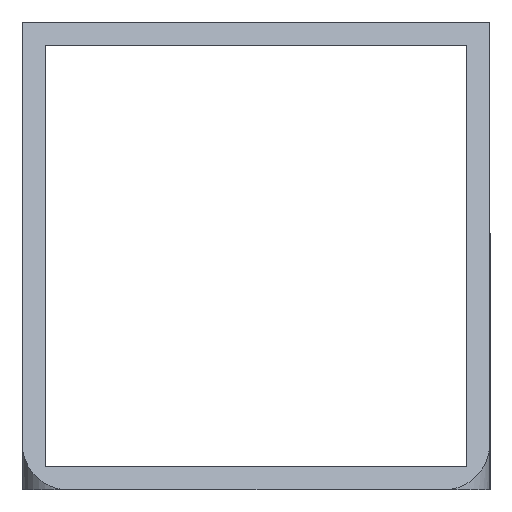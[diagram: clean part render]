
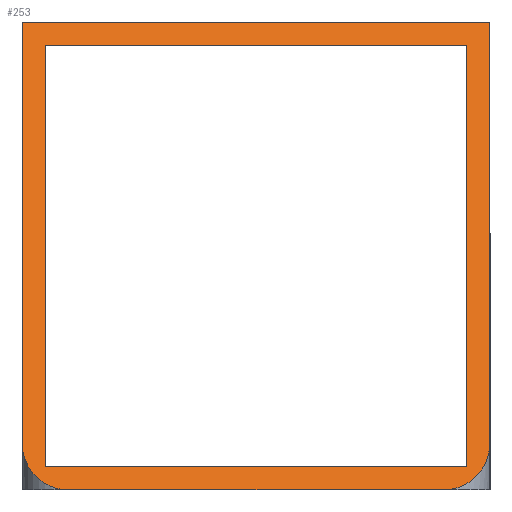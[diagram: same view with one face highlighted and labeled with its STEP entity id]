
A CAD part, left-side view. The second image highlights one B-rep face of the part: STEP entity #253.
In plain terms, the highlighted planar face has unit normal (-0.707, 0, 0.707).
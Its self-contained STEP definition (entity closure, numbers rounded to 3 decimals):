
#22 = VERTEX_POINT('',#23);
#23 = CARTESIAN_POINT('',(40.,40.,40.));
#31 = EDGE_CURVE('',#22,#32,#34,.T.);
#32 = VERTEX_POINT('',#33);
#33 = CARTESIAN_POINT('',(40.,0.,40.));
#34 = LINE('',#35,#36);
#35 = CARTESIAN_POINT('',(40.,40.,40.));
#36 = VECTOR('',#37,1.);
#37 = DIRECTION('',(0.,-1.,0.));
#83 = VERTEX_POINT('',#84);
#84 = CARTESIAN_POINT('',(4.,40.,4.));
#90 = EDGE_CURVE('',#83,#22,#91,.T.);
#91 = LINE('',#92,#93);
#92 = CARTESIAN_POINT('',(0.,40.,0.));
#93 = VECTOR('',#94,1.);
#94 = DIRECTION('',(0.707,0.,0.707));
#217 = VERTEX_POINT('',#218);
#218 = CARTESIAN_POINT('',(4.,0.,4.));
#224 = EDGE_CURVE('',#32,#217,#225,.T.);
#225 = LINE('',#226,#227);
#226 = CARTESIAN_POINT('',(40.,0.,40.));
#227 = VECTOR('',#228,1.);
#228 = DIRECTION('',(-0.707,0.,-0.707));
#253 = ADVANCED_FACE('',(#254,#283),#317,.F.);
#254 = FACE_BOUND('',#255,.F.);
#255 = EDGE_LOOP('',(#256,#265,#273,#280,#281,#282));
#256 = ORIENTED_EDGE('',*,*,#257,.T.);
#257 = EDGE_CURVE('',#217,#258,#260,.T.);
#258 = VERTEX_POINT('',#259);
#259 = CARTESIAN_POINT('',(0.,4.,0.));
#260 = ELLIPSE('',#261,5.657,4.);
#261 = AXIS2_PLACEMENT_3D('',#262,#263,#264);
#262 = CARTESIAN_POINT('',(4.,4.,4.));
#263 = DIRECTION('',(0.707,0.,-0.707));
#264 = DIRECTION('',(0.707,0.,0.707));
#265 = ORIENTED_EDGE('',*,*,#266,.T.);
#266 = EDGE_CURVE('',#258,#267,#269,.T.);
#267 = VERTEX_POINT('',#268);
#268 = CARTESIAN_POINT('',(0.,36.,0.));
#269 = LINE('',#270,#271);
#270 = CARTESIAN_POINT('',(0.,0.,0.));
#271 = VECTOR('',#272,1.);
#272 = DIRECTION('',(-0.,1.,0.));
#273 = ORIENTED_EDGE('',*,*,#274,.T.);
#274 = EDGE_CURVE('',#267,#83,#275,.T.);
#275 = ELLIPSE('',#276,5.657,4.);
#276 = AXIS2_PLACEMENT_3D('',#277,#278,#279);
#277 = CARTESIAN_POINT('',(4.,36.,4.));
#278 = DIRECTION('',(0.707,0.,-0.707));
#279 = DIRECTION('',(0.707,0.,0.707));
#280 = ORIENTED_EDGE('',*,*,#90,.T.);
#281 = ORIENTED_EDGE('',*,*,#31,.T.);
#282 = ORIENTED_EDGE('',*,*,#224,.T.);
#283 = FACE_BOUND('',#284,.F.);
#284 = EDGE_LOOP('',(#285,#295,#303,#311));
#285 = ORIENTED_EDGE('',*,*,#286,.F.);
#286 = EDGE_CURVE('',#287,#289,#291,.T.);
#287 = VERTEX_POINT('',#288);
#288 = CARTESIAN_POINT('',(38.,2.,38.));
#289 = VERTEX_POINT('',#290);
#290 = CARTESIAN_POINT('',(2.,2.,2.));
#291 = LINE('',#292,#293);
#292 = CARTESIAN_POINT('',(10.5,2.,10.5));
#293 = VECTOR('',#294,1.);
#294 = DIRECTION('',(-0.707,0.,-0.707));
#295 = ORIENTED_EDGE('',*,*,#296,.T.);
#296 = EDGE_CURVE('',#287,#297,#299,.T.);
#297 = VERTEX_POINT('',#298);
#298 = CARTESIAN_POINT('',(38.,38.,38.));
#299 = LINE('',#300,#301);
#300 = CARTESIAN_POINT('',(38.,11.,38.));
#301 = VECTOR('',#302,1.);
#302 = DIRECTION('',(0.,1.,-0.));
#303 = ORIENTED_EDGE('',*,*,#304,.T.);
#304 = EDGE_CURVE('',#297,#305,#307,.T.);
#305 = VERTEX_POINT('',#306);
#306 = CARTESIAN_POINT('',(2.,38.,2.));
#307 = LINE('',#308,#309);
#308 = CARTESIAN_POINT('',(10.5,38.,10.5));
#309 = VECTOR('',#310,1.);
#310 = DIRECTION('',(-0.707,0.,-0.707));
#311 = ORIENTED_EDGE('',*,*,#312,.F.);
#312 = EDGE_CURVE('',#289,#305,#313,.T.);
#313 = LINE('',#314,#315);
#314 = CARTESIAN_POINT('',(2.,11.,2.));
#315 = VECTOR('',#316,1.);
#316 = DIRECTION('',(0.,1.,-0.));
#317 = PLANE('',#318);
#318 = AXIS2_PLACEMENT_3D('',#319,#320,#321);
#319 = CARTESIAN_POINT('',(20.,20.,20.));
#320 = DIRECTION('',(0.707,-0.,-0.707));
#321 = DIRECTION('',(-0.707,0.,-0.707));
